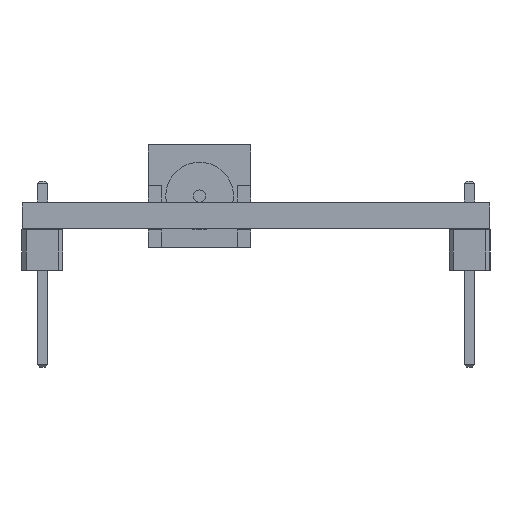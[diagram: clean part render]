
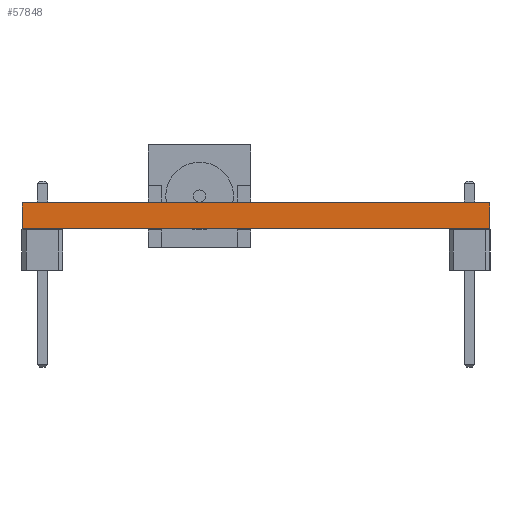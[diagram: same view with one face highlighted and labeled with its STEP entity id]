
A CAD part, left-side view. The second image highlights one B-rep face of the part: STEP entity #57848.
In plain terms, the highlighted planar face has unit normal (-1, 0, 0).
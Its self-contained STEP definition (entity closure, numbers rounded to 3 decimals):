
#55476 = PLANE('',#55477);
#55477 = AXIS2_PLACEMENT_3D('',#55478,#55479,#55480);
#55478 = CARTESIAN_POINT('',(149.623,-101.848,1.6));
#55479 = DIRECTION('',(-0.,-0.,-1.));
#55480 = DIRECTION('',(-1.,0.,0.));
#55530 = PLANE('',#55531);
#55531 = AXIS2_PLACEMENT_3D('',#55532,#55533,#55534);
#55532 = CARTESIAN_POINT('',(149.623,-101.848,0.));
#55533 = DIRECTION('',(-0.,-0.,-1.));
#55534 = DIRECTION('',(-1.,0.,0.));
#55563 = PLANE('',#55564);
#55564 = AXIS2_PLACEMENT_3D('',#55565,#55566,#55567);
#55565 = CARTESIAN_POINT('',(118.5,-87.4,0.));
#55566 = DIRECTION('',(0.,1.,0.));
#55567 = DIRECTION('',(1.,0.,0.));
#55661 = PLANE('',#55662);
#55662 = AXIS2_PLACEMENT_3D('',#55663,#55664,#55665);
#55663 = CARTESIAN_POINT('',(179.5,-116.4,0.));
#55664 = DIRECTION('',(0.,-1.,0.));
#55665 = DIRECTION('',(-1.,0.,0.));
#55700 = VERTEX_POINT('',#55701);
#55701 = CARTESIAN_POINT('',(118.5,-116.4,0.));
#55722 = EDGE_CURVE('',#55700,#55723,#55725,.T.);
#55723 = VERTEX_POINT('',#55724);
#55724 = CARTESIAN_POINT('',(118.5,-87.4,0.));
#55725 = SURFACE_CURVE('',#55726,(#55730,#55737),.PCURVE_S1.);
#55726 = LINE('',#55727,#55728);
#55727 = CARTESIAN_POINT('',(118.5,-116.4,0.));
#55728 = VECTOR('',#55729,1.);
#55729 = DIRECTION('',(0.,1.,0.));
#55730 = PCURVE('',#55530,#55731);
#55731 = DEFINITIONAL_REPRESENTATION('',(#55732),#55736);
#55732 = LINE('',#55733,#55734);
#55733 = CARTESIAN_POINT('',(31.123,-14.552));
#55734 = VECTOR('',#55735,1.);
#55735 = DIRECTION('',(0.,1.));
#55736 = ( GEOMETRIC_REPRESENTATION_CONTEXT(2) 
PARAMETRIC_REPRESENTATION_CONTEXT() REPRESENTATION_CONTEXT('2D SPACE',''
  ) );
#55737 = PCURVE('',#55738,#55743);
#55738 = PLANE('',#55739);
#55739 = AXIS2_PLACEMENT_3D('',#55740,#55741,#55742);
#55740 = CARTESIAN_POINT('',(118.5,-116.4,0.));
#55741 = DIRECTION('',(-1.,0.,0.));
#55742 = DIRECTION('',(0.,1.,0.));
#55743 = DEFINITIONAL_REPRESENTATION('',(#55744),#55748);
#55744 = LINE('',#55745,#55746);
#55745 = CARTESIAN_POINT('',(0.,0.));
#55746 = VECTOR('',#55747,1.);
#55747 = DIRECTION('',(1.,0.));
#55748 = ( GEOMETRIC_REPRESENTATION_CONTEXT(2) 
PARAMETRIC_REPRESENTATION_CONTEXT() REPRESENTATION_CONTEXT('2D SPACE',''
  ) );
#56828 = VERTEX_POINT('',#56829);
#56829 = CARTESIAN_POINT('',(118.5,-116.4,1.6));
#56850 = EDGE_CURVE('',#56828,#56851,#56853,.T.);
#56851 = VERTEX_POINT('',#56852);
#56852 = CARTESIAN_POINT('',(118.5,-87.4,1.6));
#56853 = SURFACE_CURVE('',#56854,(#56858,#56865),.PCURVE_S1.);
#56854 = LINE('',#56855,#56856);
#56855 = CARTESIAN_POINT('',(118.5,-116.4,1.6));
#56856 = VECTOR('',#56857,1.);
#56857 = DIRECTION('',(0.,1.,0.));
#56858 = PCURVE('',#55476,#56859);
#56859 = DEFINITIONAL_REPRESENTATION('',(#56860),#56864);
#56860 = LINE('',#56861,#56862);
#56861 = CARTESIAN_POINT('',(31.123,-14.552));
#56862 = VECTOR('',#56863,1.);
#56863 = DIRECTION('',(0.,1.));
#56864 = ( GEOMETRIC_REPRESENTATION_CONTEXT(2) 
PARAMETRIC_REPRESENTATION_CONTEXT() REPRESENTATION_CONTEXT('2D SPACE',''
  ) );
#56865 = PCURVE('',#55738,#56866);
#56866 = DEFINITIONAL_REPRESENTATION('',(#56867),#56871);
#56867 = LINE('',#56868,#56869);
#56868 = CARTESIAN_POINT('',(0.,-1.6));
#56869 = VECTOR('',#56870,1.);
#56870 = DIRECTION('',(1.,0.));
#56871 = ( GEOMETRIC_REPRESENTATION_CONTEXT(2) 
PARAMETRIC_REPRESENTATION_CONTEXT() REPRESENTATION_CONTEXT('2D SPACE',''
  ) );
#57798 = EDGE_CURVE('',#55723,#56851,#57799,.T.);
#57799 = SURFACE_CURVE('',#57800,(#57804,#57811),.PCURVE_S1.);
#57800 = LINE('',#57801,#57802);
#57801 = CARTESIAN_POINT('',(118.5,-87.4,0.));
#57802 = VECTOR('',#57803,1.);
#57803 = DIRECTION('',(0.,0.,1.));
#57804 = PCURVE('',#55563,#57805);
#57805 = DEFINITIONAL_REPRESENTATION('',(#57806),#57810);
#57806 = LINE('',#57807,#57808);
#57807 = CARTESIAN_POINT('',(0.,0.));
#57808 = VECTOR('',#57809,1.);
#57809 = DIRECTION('',(0.,-1.));
#57810 = ( GEOMETRIC_REPRESENTATION_CONTEXT(2) 
PARAMETRIC_REPRESENTATION_CONTEXT() REPRESENTATION_CONTEXT('2D SPACE',''
  ) );
#57811 = PCURVE('',#55738,#57812);
#57812 = DEFINITIONAL_REPRESENTATION('',(#57813),#57817);
#57813 = LINE('',#57814,#57815);
#57814 = CARTESIAN_POINT('',(29.,0.));
#57815 = VECTOR('',#57816,1.);
#57816 = DIRECTION('',(0.,-1.));
#57817 = ( GEOMETRIC_REPRESENTATION_CONTEXT(2) 
PARAMETRIC_REPRESENTATION_CONTEXT() REPRESENTATION_CONTEXT('2D SPACE',''
  ) );
#57827 = EDGE_CURVE('',#55700,#56828,#57828,.T.);
#57828 = SURFACE_CURVE('',#57829,(#57833,#57840),.PCURVE_S1.);
#57829 = LINE('',#57830,#57831);
#57830 = CARTESIAN_POINT('',(118.5,-116.4,0.));
#57831 = VECTOR('',#57832,1.);
#57832 = DIRECTION('',(0.,0.,1.));
#57833 = PCURVE('',#55661,#57834);
#57834 = DEFINITIONAL_REPRESENTATION('',(#57835),#57839);
#57835 = LINE('',#57836,#57837);
#57836 = CARTESIAN_POINT('',(61.,0.));
#57837 = VECTOR('',#57838,1.);
#57838 = DIRECTION('',(0.,-1.));
#57839 = ( GEOMETRIC_REPRESENTATION_CONTEXT(2) 
PARAMETRIC_REPRESENTATION_CONTEXT() REPRESENTATION_CONTEXT('2D SPACE',''
  ) );
#57840 = PCURVE('',#55738,#57841);
#57841 = DEFINITIONAL_REPRESENTATION('',(#57842),#57846);
#57842 = LINE('',#57843,#57844);
#57843 = CARTESIAN_POINT('',(0.,0.));
#57844 = VECTOR('',#57845,1.);
#57845 = DIRECTION('',(0.,-1.));
#57846 = ( GEOMETRIC_REPRESENTATION_CONTEXT(2) 
PARAMETRIC_REPRESENTATION_CONTEXT() REPRESENTATION_CONTEXT('2D SPACE',''
  ) );
#57848 = ADVANCED_FACE('',(#57849),#55738,.T.);
#57849 = FACE_BOUND('',#57850,.T.);
#57850 = EDGE_LOOP('',(#57851,#57852,#57853,#57854));
#57851 = ORIENTED_EDGE('',*,*,#57827,.T.);
#57852 = ORIENTED_EDGE('',*,*,#56850,.T.);
#57853 = ORIENTED_EDGE('',*,*,#57798,.F.);
#57854 = ORIENTED_EDGE('',*,*,#55722,.F.);
